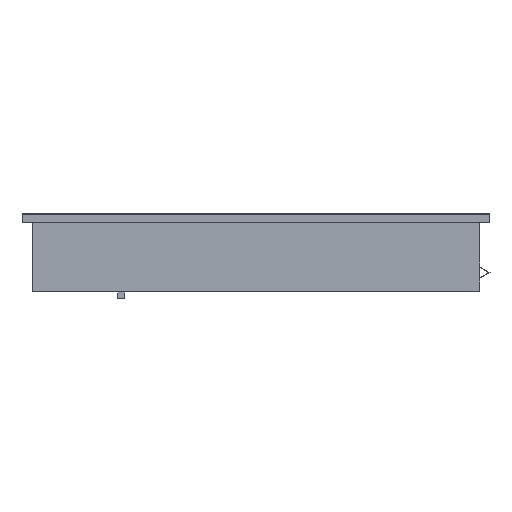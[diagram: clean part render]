
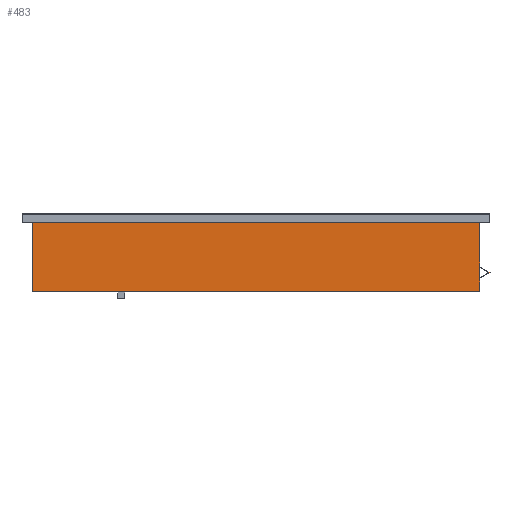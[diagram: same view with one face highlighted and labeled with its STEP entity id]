
A CAD part, left-side view. The second image highlights one B-rep face of the part: STEP entity #483.
In plain terms, the highlighted planar face has unit normal (-1, 0, 0).
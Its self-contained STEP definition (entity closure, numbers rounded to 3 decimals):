
#152 = EDGE_CURVE ( 'NONE', #1748, #1704, #3407, .T. ) ;
#357 = EDGE_CURVE ( 'NONE', #3703, #1646, #1090, .T. ) ;
#359 = EDGE_CURVE ( 'NONE', #1704, #3650, #1070, .T. ) ;
#360 = EDGE_CURVE ( 'NONE', #1659, #3702, #1058, .T. ) ;
#361 = EDGE_CURVE ( 'NONE', #3702, #3703, #1048, .T. ) ;
#362 = EDGE_CURVE ( 'NONE', #3650, #1659, #1034, .T. ) ;
#363 = EDGE_CURVE ( 'NONE', #1748, #3646, #1021, .T. ) ;
#364 = EDGE_CURVE ( 'NONE', #1757, #3664, #1003, .T. ) ;
#368 = EDGE_CURVE ( 'NONE', #3664, #3704, #1002, .T. ) ;
#369 = EDGE_CURVE ( 'NONE', #1757, #3704, #940, .T. ) ;
#394 = EDGE_CURVE ( 'NONE', #3686, #3694, #678, .T. ) ;
#398 = EDGE_CURVE ( 'NONE', #3694, #3745, #1530, .T. ) ;
#410 = EDGE_CURVE ( 'NONE', #1646, #3686, #1489, .T. ) ;
#425 = EDGE_CURVE ( 'NONE', #3745, #3646, #1413, .T. ) ;
#483 = ADVANCED_FACE ( 'NONE', ( #1101, #1105 ), #1100, .T. ) ;
#566 = CARTESIAN_POINT ( 'NONE',  ( -210.5, -550., -191. ) ) ;
#589 = DIRECTION ( 'NONE',  ( 0., 1., 0. ) ) ;
#600 = CARTESIAN_POINT ( 'NONE',  ( -210.5, -551.5, -170. ) ) ;
#611 = CARTESIAN_POINT ( 'NONE',  ( -210.5, -551.5, -128.999 ) ) ;
#664 = CARTESIAN_POINT ( 'NONE',  ( -210.5, -551.5, -116.865 ) ) ;
#678 = LINE ( 'NONE', #664, #2006 ) ;
#929 = DIRECTION ( 'NONE',  ( 0., 0., 1. ) ) ;
#931 = CARTESIAN_POINT ( 'NONE',  ( -210.5, -550., -191. ) ) ;
#940 = LINE ( 'NONE', #931, #2041 ) ;
#944 = DIRECTION ( 'NONE',  ( 0., 0.866, 0.5 ) ) ;
#995 = DIRECTION ( 'NONE',  ( 0., -0.866, 0.5 ) ) ;
#999 = CARTESIAN_POINT ( 'NONE',  ( -210.5, -550., -157. ) ) ;
#1002 = LINE ( 'NONE', #1140, #2043 ) ;
#1003 = LINE ( 'NONE', #999, #2047 ) ;
#1010 = DIRECTION ( 'NONE',  ( 0., 0., 1. ) ) ;
#1012 = CARTESIAN_POINT ( 'NONE',  ( -210.5, 550., -191. ) ) ;
#1021 = LINE ( 'NONE', #1012, #2048 ) ;
#1023 = DIRECTION ( 'NONE',  ( 0., -1., 0. ) ) ;
#1025 = CARTESIAN_POINT ( 'NONE',  ( -210.5, -550., -170. ) ) ;
#1034 = LINE ( 'NONE', #1025, #2049 ) ;
#1036 = DIRECTION ( 'NONE',  ( 0., -0.866, 0.5 ) ) ;
#1038 = CARTESIAN_POINT ( 'NONE',  ( -210.5, -550.75, -158.299 ) ) ;
#1048 = LINE ( 'NONE', #1038, #2050 ) ;
#1051 = DIRECTION ( 'NONE',  ( 0., 0., 1. ) ) ;
#1053 = CARTESIAN_POINT ( 'NONE',  ( -210.5, -551.5, -170. ) ) ;
#1058 = LINE ( 'NONE', #1053, #2051 ) ;
#1061 = DIRECTION ( 'NONE',  ( 0., 0., 1. ) ) ;
#1063 = CARTESIAN_POINT ( 'NONE',  ( -210.5, -550., -191. ) ) ;
#1070 = LINE ( 'NONE', #1063, #2052 ) ;
#1087 = DIRECTION ( 'NONE',  ( 0., 0.866, 0.5 ) ) ;
#1088 = CARTESIAN_POINT ( 'NONE',  ( -210.5, -574.25, -142.133 ) ) ;
#1090 = LINE ( 'NONE', #1088, #2054 ) ;
#1097 = DIRECTION ( 'NONE',  ( 0., -1., 0. ) ) ;
#1098 = DIRECTION ( 'NONE',  ( -1., 0., 0. ) ) ;
#1100 = PLANE ( 'NONE',  #1900 ) ;
#1101 = FACE_BOUND ( 'NONE', #3802, .T. ) ;
#1105 = FACE_OUTER_BOUND ( 'NONE', #3801, .T. ) ;
#1114 = CARTESIAN_POINT ( 'NONE',  ( -210.5, 550., -191. ) ) ;
#1140 = CARTESIAN_POINT ( 'NONE',  ( -210.5, -573.5, -143.432 ) ) ;
#1411 = DIRECTION ( 'NONE',  ( 0., 1., 0. ) ) ;
#1412 = CARTESIAN_POINT ( 'NONE',  ( -210.5, 550., -20. ) ) ;
#1413 = LINE ( 'NONE', #1412, #1962 ) ;
#1476 = DIRECTION ( 'NONE',  ( 0., 0., 1. ) ) ;
#1489 = LINE ( 'NONE', #1495, #1985 ) ;
#1495 = CARTESIAN_POINT ( 'NONE',  ( -210.5, -551.5, -129.865 ) ) ;
#1528 = DIRECTION ( 'NONE',  ( 0., 0., 1. ) ) ;
#1529 = CARTESIAN_POINT ( 'NONE',  ( -210.5, -550., -191. ) ) ;
#1530 = LINE ( 'NONE', #1529, #1999 ) ;
#1646 = VERTEX_POINT ( 'NONE', #611 ) ;
#1659 = VERTEX_POINT ( 'NONE', #600 ) ;
#1704 = VERTEX_POINT ( 'NONE', #566 ) ;
#1748 = VERTEX_POINT ( 'NONE', #2674 ) ;
#1757 = VERTEX_POINT ( 'NONE', #2668 ) ;
#1900 = AXIS2_PLACEMENT_3D ( 'NONE', #1114, #1098, #1097 ) ;
#1962 = VECTOR ( 'NONE', #1411, 1000. ) ;
#1985 = VECTOR ( 'NONE', #1476, 1000. ) ;
#1999 = VECTOR ( 'NONE', #1528, 1000. ) ;
#2006 = VECTOR ( 'NONE', #589, 1000. ) ;
#2041 = VECTOR ( 'NONE', #929, 1000. ) ;
#2043 = VECTOR ( 'NONE', #944, 1000. ) ;
#2047 = VECTOR ( 'NONE', #995, 1000. ) ;
#2048 = VECTOR ( 'NONE', #1010, 1000. ) ;
#2049 = VECTOR ( 'NONE', #1023, 1000. ) ;
#2050 = VECTOR ( 'NONE', #1036, 1000. ) ;
#2051 = VECTOR ( 'NONE', #1051, 1000. ) ;
#2052 = VECTOR ( 'NONE', #1061, 1000. ) ;
#2054 = VECTOR ( 'NONE', #1087, 1000. ) ;
#2279 = VECTOR ( 'NONE', #3394, 1000. ) ;
#2539 = CARTESIAN_POINT ( 'NONE',  ( -210.5, -550., -20. ) ) ;
#2575 = CARTESIAN_POINT ( 'NONE',  ( -210.5, -550., -129.865 ) ) ;
#2576 = CARTESIAN_POINT ( 'NONE',  ( -210.5, -576.5, -143.432 ) ) ;
#2577 = CARTESIAN_POINT ( 'NONE',  ( -210.5, -551.5, -157.866 ) ) ;
#2583 = CARTESIAN_POINT ( 'NONE',  ( -210.5, -550., -116.865 ) ) ;
#2594 = CARTESIAN_POINT ( 'NONE',  ( -210.5, -551.5, -116.865 ) ) ;
#2610 = CARTESIAN_POINT ( 'NONE',  ( -210.5, -573.5, -143.432 ) ) ;
#2625 = CARTESIAN_POINT ( 'NONE',  ( -210.5, 550., -20. ) ) ;
#2627 = CARTESIAN_POINT ( 'NONE',  ( -210.5, -550., -170. ) ) ;
#2668 = CARTESIAN_POINT ( 'NONE',  ( -210.5, -550., -157. ) ) ;
#2674 = CARTESIAN_POINT ( 'NONE',  ( -210.5, 550., -191. ) ) ;
#3394 = DIRECTION ( 'NONE',  ( 0., -1., 0. ) ) ;
#3396 = CARTESIAN_POINT ( 'NONE',  ( -210.5, 550., -191. ) ) ;
#3407 = LINE ( 'NONE', #3396, #2279 ) ;
#3646 = VERTEX_POINT ( 'NONE', #2625 ) ;
#3650 = VERTEX_POINT ( 'NONE', #2627 ) ;
#3664 = VERTEX_POINT ( 'NONE', #2610 ) ;
#3686 = VERTEX_POINT ( 'NONE', #2594 ) ;
#3694 = VERTEX_POINT ( 'NONE', #2583 ) ;
#3702 = VERTEX_POINT ( 'NONE', #2577 ) ;
#3703 = VERTEX_POINT ( 'NONE', #2576 ) ;
#3704 = VERTEX_POINT ( 'NONE', #2575 ) ;
#3745 = VERTEX_POINT ( 'NONE', #2539 ) ;
#3801 = EDGE_LOOP ( 'NONE', ( #4705, #4706, #4707, #4708, #4709, #4711, #4712, #4713, #4714, #4716, #4727 ) ) ;
#3802 = EDGE_LOOP ( 'NONE', ( #4701, #4702, #4703 ) ) ;
#4701 = ORIENTED_EDGE ( 'NONE', *, *, #364, .F. ) ;
#4702 = ORIENTED_EDGE ( 'NONE', *, *, #369, .T. ) ;
#4703 = ORIENTED_EDGE ( 'NONE', *, *, #368, .F. ) ;
#4705 = ORIENTED_EDGE ( 'NONE', *, *, #359, .T. ) ;
#4706 = ORIENTED_EDGE ( 'NONE', *, *, #362, .T. ) ;
#4707 = ORIENTED_EDGE ( 'NONE', *, *, #360, .T. ) ;
#4708 = ORIENTED_EDGE ( 'NONE', *, *, #361, .T. ) ;
#4709 = ORIENTED_EDGE ( 'NONE', *, *, #357, .T. ) ;
#4711 = ORIENTED_EDGE ( 'NONE', *, *, #410, .T. ) ;
#4712 = ORIENTED_EDGE ( 'NONE', *, *, #394, .T. ) ;
#4713 = ORIENTED_EDGE ( 'NONE', *, *, #398, .T. ) ;
#4714 = ORIENTED_EDGE ( 'NONE', *, *, #425, .T. ) ;
#4716 = ORIENTED_EDGE ( 'NONE', *, *, #363, .F. ) ;
#4727 = ORIENTED_EDGE ( 'NONE', *, *, #152, .T. ) ;
